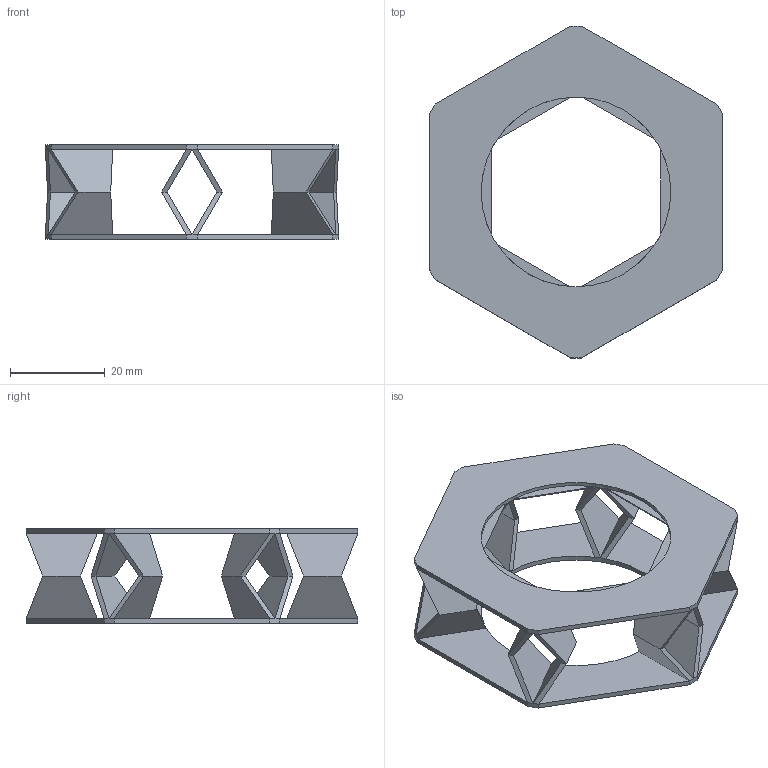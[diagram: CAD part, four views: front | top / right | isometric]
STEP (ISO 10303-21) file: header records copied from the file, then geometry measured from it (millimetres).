
FILE_DESCRIPTION(/* description */ (''),/* implementation_level */ '2;1');
FILE_NAME(/* name */ 'Parametric TPU Printable Horn Ring Support.step',/* time_stamp */ '2026-01-10T11:38:57-06:00',/* author */ (''),/* organization */ (''),/* preprocessor_version */ 'ST-DEVELOPER v20.1',/* originating_system */ 'Autodesk Translation Framework v14.21.0.0',/* authorisation */ '');
FILE_SCHEMA (('AUTOMOTIVE_DESIGN { 1 0 10303 214 3 1 1 }'));
Length unit declared in the file: millimetre
Products named in the file (2): (Unsaved); Component4
Assembly tree (1 placements, depth 2):
  (Unsaved)
    Component4
Bounding box: 61.82 x 70 x 20 mm (x, y, z)
Volume: 7103.8 mm3; surface area: 15023 mm2
Topology: 1 solids, 1 shells, 172 faces, 412 edges, 218 vertices
Faces by surface type: plane 158, cylinder 14
Full cylindrical faces by diameter (mm): 40 x2
Entity records: 4835 total; most frequent: DIRECTION 836, ORIENTED_EDGE 824, CARTESIAN_POINT 805, EDGE_CURVE 412, LINE 338, VECTOR 338, AXIS2_PLACEMENT_3D 249, VERTEX_POINT 218
